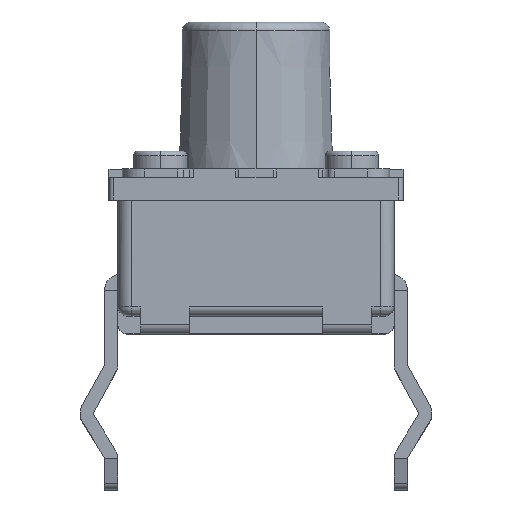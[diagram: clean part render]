
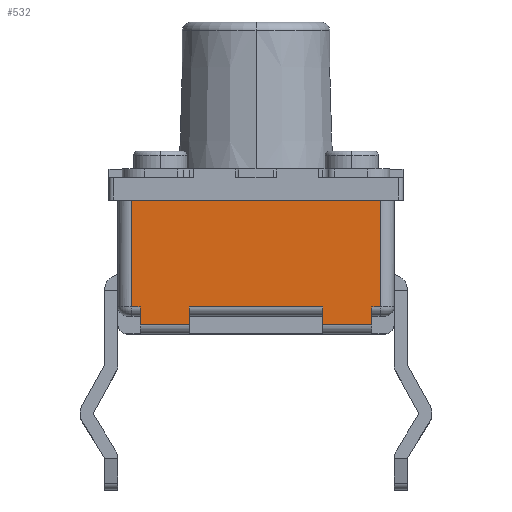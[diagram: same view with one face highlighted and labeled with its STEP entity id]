
A CAD part, top view. The second image highlights one B-rep face of the part: STEP entity #532.
In plain terms, the highlighted planar face has unit normal (0, 0, 1).
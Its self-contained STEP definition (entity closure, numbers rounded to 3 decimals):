
#532=ADVANCED_FACE('NONE',(#1342),#1343,.F.);
#1342=FACE_OUTER_BOUND('',#2443,.T.);
#1343=PLANE('',#2444);
#2443=EDGE_LOOP('',(#4003,#4004,#4005,#4006,#4007,#4008,#4009,#4010,#4011,#4012,#4013,#4014));
#2444=AXIS2_PLACEMENT_3D('',#4015,#4016,#4017);
#4003=ORIENTED_EDGE('',*,*,#7010,.T.);
#4004=ORIENTED_EDGE('',*,*,#7011,.F.);
#4005=ORIENTED_EDGE('',*,*,#7012,.F.);
#4006=ORIENTED_EDGE('',*,*,#7013,.F.);
#4007=ORIENTED_EDGE('',*,*,#6953,.F.);
#4008=ORIENTED_EDGE('',*,*,#6946,.F.);
#4009=ORIENTED_EDGE('',*,*,#6967,.T.);
#4010=ORIENTED_EDGE('',*,*,#7014,.T.);
#4011=ORIENTED_EDGE('',*,*,#7015,.T.);
#4012=ORIENTED_EDGE('',*,*,#7016,.T.);
#4013=ORIENTED_EDGE('',*,*,#7017,.F.);
#4014=ORIENTED_EDGE('',*,*,#7018,.F.);
#4015=CARTESIAN_POINT('',(0.0,3.3,3.1));
#4016=DIRECTION('',(0.0,0.0,-1.0));
#4017=DIRECTION('',(0.0,-1.0,0.0));
#6946=EDGE_CURVE('NONE',#8434,#8430,#8436,.T.);
#6953=EDGE_CURVE('NONE',#8430,#8447,#8448,.T.);
#6967=EDGE_CURVE('NONE',#8434,#8467,#8469,.T.);
#7010=EDGE_CURVE('NONE',#8540,#8541,#8542,.T.);
#7011=EDGE_CURVE('NONE',#8543,#8541,#8544,.T.);
#7012=EDGE_CURVE('NONE',#8545,#8543,#8546,.T.);
#7013=EDGE_CURVE('NONE',#8447,#8545,#8547,.T.);
#7014=EDGE_CURVE('NONE',#8467,#8548,#8549,.T.);
#7015=EDGE_CURVE('NONE',#8548,#8550,#8551,.T.);
#7016=EDGE_CURVE('NONE',#8550,#8552,#8553,.T.);
#7017=EDGE_CURVE('NONE',#8554,#8552,#8555,.T.);
#7018=EDGE_CURVE('NONE',#8540,#8554,#8556,.T.);
#8430=VERTEX_POINT('NONE',#10491);
#8434=VERTEX_POINT('NONE',#10496);
#8436=LINE('',#10498,#10499);
#8447=VERTEX_POINT('NONE',#10512);
#8448=LINE('',#10513,#10514);
#8467=VERTEX_POINT('NONE',#10546);
#8469=LINE('',#10548,#10549);
#8540=VERTEX_POINT('NONE',#10663);
#8541=VERTEX_POINT('NONE',#10664);
#8542=LINE('',#10665,#10666);
#8543=VERTEX_POINT('NONE',#10667);
#8544=LINE('',#10668,#10669);
#8545=VERTEX_POINT('NONE',#10670);
#8546=LINE('',#10671,#10672);
#8547=LINE('',#10673,#10674);
#8548=VERTEX_POINT('NONE',#10675);
#8549=LINE('',#10676,#10677);
#8550=VERTEX_POINT('NONE',#10678);
#8551=LINE('',#10679,#10680);
#8552=VERTEX_POINT('NONE',#10681);
#8553=LINE('',#10682,#10683);
#8554=VERTEX_POINT('NONE',#10684);
#8555=LINE('',#10685,#10686);
#8556=LINE('',#10687,#10688);
#10491=CARTESIAN_POINT('',(2.8,3.2,3.1));
#10496=CARTESIAN_POINT('',(-2.8,3.2,3.1));
#10498=CARTESIAN_POINT('',(0.0,3.2,3.1));
#10499=VECTOR('',#12949,1000.0);
#10512=CARTESIAN_POINT('',(2.8,0.6,3.1));
#10513=CARTESIAN_POINT('',(2.8,3.3,3.1));
#10514=VECTOR('',#12961,1000.0);
#10546=CARTESIAN_POINT('',(-2.8,0.6,3.1));
#10548=CARTESIAN_POINT('',(-2.8,3.3,3.1));
#10549=VECTOR('',#12984,1000.0);
#10663=CARTESIAN_POINT('',(1.5,0.6,3.1));
#10664=CARTESIAN_POINT('',(1.5,0.2,3.1));
#10665=CARTESIAN_POINT('',(1.5,0.4,3.1));
#10666=VECTOR('',#13037,1000.0);
#10667=CARTESIAN_POINT('',(2.6,0.2,3.1));
#10668=CARTESIAN_POINT('',(0.0,0.2,3.1));
#10669=VECTOR('',#13038,1000.0);
#10670=CARTESIAN_POINT('',(2.6,0.6,3.1));
#10671=CARTESIAN_POINT('',(2.6,0.4,3.1));
#10672=VECTOR('',#13039,1000.0);
#10673=CARTESIAN_POINT('',(0.0,0.6,3.1));
#10674=VECTOR('',#13040,1000.0);
#10675=CARTESIAN_POINT('',(-2.6,0.6,3.1));
#10676=CARTESIAN_POINT('',(0.0,0.6,3.1));
#10677=VECTOR('',#13041,1000.0);
#10678=CARTESIAN_POINT('',(-2.6,0.2,3.1));
#10679=CARTESIAN_POINT('',(-2.6,0.4,3.1));
#10680=VECTOR('',#13042,1000.0);
#10681=CARTESIAN_POINT('',(-1.5,0.2,3.1));
#10682=CARTESIAN_POINT('',(0.0,0.2,3.1));
#10683=VECTOR('',#13043,1000.0);
#10684=CARTESIAN_POINT('',(-1.5,0.6,3.1));
#10685=CARTESIAN_POINT('',(-1.5,0.4,3.1));
#10686=VECTOR('',#13044,1000.0);
#10687=CARTESIAN_POINT('',(0.0,0.6,3.1));
#10688=VECTOR('',#13045,1000.0);
#12949=DIRECTION('',(1.0,0.0,0.0));
#12961=DIRECTION('',(0.0,-1.0,0.0));
#12984=DIRECTION('',(0.0,-1.0,0.0));
#13037=DIRECTION('',(0.0,-1.0,0.0));
#13038=DIRECTION('',(-1.0,0.0,0.0));
#13039=DIRECTION('',(0.0,-1.0,0.0));
#13040=DIRECTION('',(-1.0,0.0,0.0));
#13041=DIRECTION('',(1.0,0.0,0.0));
#13042=DIRECTION('',(0.0,-1.0,0.0));
#13043=DIRECTION('',(1.0,0.0,0.0));
#13044=DIRECTION('',(0.0,-1.0,0.0));
#13045=DIRECTION('',(-1.0,0.0,0.0));
